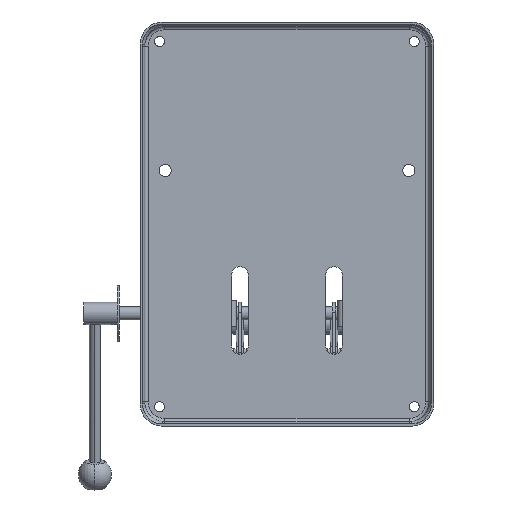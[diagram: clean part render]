
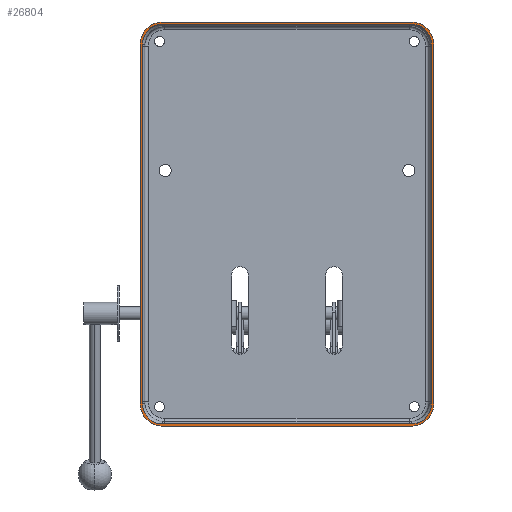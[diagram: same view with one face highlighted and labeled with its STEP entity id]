
A CAD part, front view. The second image highlights one B-rep face of the part: STEP entity #26804.
In plain terms, the highlighted planar face has unit normal (0, -1, 0).
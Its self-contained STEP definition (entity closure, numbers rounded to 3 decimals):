
#289 = CARTESIAN_POINT ( 'NONE',  ( -112.5, 0., 162.5 ) ) ;
#310 = VERTEX_POINT ( 'NONE', #6259 ) ;
#588 = DIRECTION ( 'NONE',  ( 0., 0., -1. ) ) ;
#1001 = DIRECTION ( 'NONE',  ( 0., 0., -1. ) ) ;
#1302 = ORIENTED_EDGE ( 'NONE', *, *, #15223, .T. ) ;
#1808 = VERTEX_POINT ( 'NONE', #29900 ) ;
#2002 = CARTESIAN_POINT ( 'NONE',  ( -132.5, 0., -182.5 ) ) ;
#2150 = DIRECTION ( 'NONE',  ( 0., 0., -1. ) ) ;
#2418 = DIRECTION ( 'NONE',  ( 0., -1., 0. ) ) ;
#2696 = VERTEX_POINT ( 'NONE', #3137 ) ;
#3137 = CARTESIAN_POINT ( 'NONE',  ( 112.5, 0., 182.5 ) ) ;
#3162 = DIRECTION ( 'NONE',  ( 0., 0., 1. ) ) ;
#3739 = CARTESIAN_POINT ( 'NONE',  ( 130.5, 0., 162.5 ) ) ;
#4305 = ORIENTED_EDGE ( 'NONE', *, *, #34733, .F. ) ;
#4876 = EDGE_LOOP ( 'NONE', ( #22992, #38189, #17547, #1302, #24928, #19917, #19553, #6380 ) ) ;
#5381 = PLANE ( 'NONE',  #14378 ) ;
#5516 = DIRECTION ( 'NONE',  ( 0., -1., 0. ) ) ;
#5534 = DIRECTION ( 'NONE',  ( 1., 0., 0. ) ) ;
#5631 = LINE ( 'NONE', #30663, #31862 ) ;
#5849 = AXIS2_PLACEMENT_3D ( 'NONE', #15055, #2418, #21323 ) ;
#5947 = EDGE_CURVE ( 'NONE', #37408, #11706, #36412, .T. ) ;
#6247 = EDGE_CURVE ( 'NONE', #10918, #32935, #22273, .T. ) ;
#6259 = CARTESIAN_POINT ( 'NONE',  ( -132.5, 0., -162.5 ) ) ;
#6266 = CARTESIAN_POINT ( 'NONE',  ( 132.5, 0., 182.5 ) ) ;
#6272 = CARTESIAN_POINT ( 'NONE',  ( 112.5, 0., 162.5 ) ) ;
#6380 = ORIENTED_EDGE ( 'NONE', *, *, #27786, .T. ) ;
#6420 = DIRECTION ( 'NONE',  ( 0., 0., 1. ) ) ;
#6444 = AXIS2_PLACEMENT_3D ( 'NONE', #289, #34444, #34176 ) ;
#6490 = VERTEX_POINT ( 'NONE', #23210 ) ;
#7145 = ORIENTED_EDGE ( 'NONE', *, *, #14901, .F. ) ;
#7864 = CARTESIAN_POINT ( 'NONE',  ( 0., 0., 180.5 ) ) ;
#8112 = ORIENTED_EDGE ( 'NONE', *, *, #6247, .T. ) ;
#8163 = DIRECTION ( 'NONE',  ( -1., 0., 0. ) ) ;
#8995 = EDGE_CURVE ( 'NONE', #37408, #28309, #22376, .T. ) ;
#9274 = DIRECTION ( 'NONE',  ( 0., -1., 0. ) ) ;
#9280 = CARTESIAN_POINT ( 'NONE',  ( 132.5, 0., -162.5 ) ) ;
#9391 = DIRECTION ( 'NONE',  ( 0., 0., -1. ) ) ;
#9421 = VECTOR ( 'NONE', #3162, 1000. ) ;
#10201 = VECTOR ( 'NONE', #31249, 1000. ) ;
#10357 = LINE ( 'NONE', #24563, #25891 ) ;
#10689 = EDGE_CURVE ( 'NONE', #21578, #25698, #35830, .T. ) ;
#10782 = CARTESIAN_POINT ( 'NONE',  ( 112.5, 0., 180.5 ) ) ;
#10918 = VERTEX_POINT ( 'NONE', #3739 ) ;
#11514 = CARTESIAN_POINT ( 'NONE',  ( -112.5, 0., -162.5 ) ) ;
#11582 = AXIS2_PLACEMENT_3D ( 'NONE', #26898, #26764, #2150 ) ;
#11706 = VERTEX_POINT ( 'NONE', #34609 ) ;
#12064 = VECTOR ( 'NONE', #17792, 1000. ) ;
#12783 = FACE_BOUND ( 'NONE', #14362, .T. ) ;
#12877 = CARTESIAN_POINT ( 'NONE',  ( 112.5, 0., -182.5 ) ) ;
#13258 = AXIS2_PLACEMENT_3D ( 'NONE', #11514, #21284, #39510 ) ;
#14362 = EDGE_LOOP ( 'NONE', ( #39093, #40183, #33087, #8112, #4305, #16144, #7145, #32370 ) ) ;
#14378 = AXIS2_PLACEMENT_3D ( 'NONE', #18007, #5516, #27256 ) ;
#14901 = EDGE_CURVE ( 'NONE', #24868, #18712, #35507, .T. ) ;
#15055 = CARTESIAN_POINT ( 'NONE',  ( 112.5, 0., -162.5 ) ) ;
#15084 = VECTOR ( 'NONE', #5534, 1000. ) ;
#15223 = EDGE_CURVE ( 'NONE', #310, #31209, #36467, .T. ) ;
#15235 = VECTOR ( 'NONE', #6420, 1000. ) ;
#15475 = EDGE_CURVE ( 'NONE', #19926, #25698, #18452, .T. ) ;
#15961 = CARTESIAN_POINT ( 'NONE',  ( -112.5, 0., 180.5 ) ) ;
#16144 = ORIENTED_EDGE ( 'NONE', *, *, #30027, .T. ) ;
#16543 = CIRCLE ( 'NONE', #22209, 18. ) ;
#17334 = CIRCLE ( 'NONE', #26189, 18. ) ;
#17547 = ORIENTED_EDGE ( 'NONE', *, *, #19535, .F. ) ;
#17792 = DIRECTION ( 'NONE',  ( 0., 0., -1. ) ) ;
#18007 = CARTESIAN_POINT ( 'NONE',  ( 0., 0., 0. ) ) ;
#18452 = LINE ( 'NONE', #6266, #10201 ) ;
#18644 = CARTESIAN_POINT ( 'NONE',  ( -130.5, 0., 0. ) ) ;
#18660 = VECTOR ( 'NONE', #8163, 1000. ) ;
#18712 = VERTEX_POINT ( 'NONE', #38293 ) ;
#18868 = CARTESIAN_POINT ( 'NONE',  ( 112.5, 0., -180.5 ) ) ;
#19421 = CIRCLE ( 'NONE', #11582, 20. ) ;
#19535 = EDGE_CURVE ( 'NONE', #310, #6490, #33263, .T. ) ;
#19553 = ORIENTED_EDGE ( 'NONE', *, *, #15475, .F. ) ;
#19917 = ORIENTED_EDGE ( 'NONE', *, *, #10689, .T. ) ;
#19919 = EDGE_CURVE ( 'NONE', #1808, #2696, #10357, .T. ) ;
#19926 = VERTEX_POINT ( 'NONE', #21023 ) ;
#20084 = LINE ( 'NONE', #18644, #9421 ) ;
#21023 = CARTESIAN_POINT ( 'NONE',  ( 132.5, 0., 162.5 ) ) ;
#21284 = DIRECTION ( 'NONE',  ( 0., -1., 0. ) ) ;
#21323 = DIRECTION ( 'NONE',  ( 0., 0., -1. ) ) ;
#21578 = VERTEX_POINT ( 'NONE', #12877 ) ;
#22209 = AXIS2_PLACEMENT_3D ( 'NONE', #22641, #29140, #588 ) ;
#22273 = LINE ( 'NONE', #36024, #12064 ) ;
#22376 = LINE ( 'NONE', #7864, #15084 ) ;
#22580 = DIRECTION ( 'NONE',  ( 0., -1., 0. ) ) ;
#22641 = CARTESIAN_POINT ( 'NONE',  ( 112.5, 0., -162.5 ) ) ;
#22651 = CARTESIAN_POINT ( 'NONE',  ( -112.5, 0., -162.5 ) ) ;
#22709 = CARTESIAN_POINT ( 'NONE',  ( -112.5, 0., 162.5 ) ) ;
#22992 = ORIENTED_EDGE ( 'NONE', *, *, #19919, .F. ) ;
#23210 = CARTESIAN_POINT ( 'NONE',  ( -132.5, 0., 162.5 ) ) ;
#24024 = DIRECTION ( 'NONE',  ( 1., 0., 0. ) ) ;
#24279 = CARTESIAN_POINT ( 'NONE',  ( -112.5, 0., -182.5 ) ) ;
#24563 = CARTESIAN_POINT ( 'NONE',  ( -132.5, 0., 182.5 ) ) ;
#24603 = CIRCLE ( 'NONE', #6444, 20. ) ;
#24868 = VERTEX_POINT ( 'NONE', #38279 ) ;
#24928 = ORIENTED_EDGE ( 'NONE', *, *, #26086, .F. ) ;
#25698 = VERTEX_POINT ( 'NONE', #9280 ) ;
#25891 = VECTOR ( 'NONE', #24024, 1000. ) ;
#25992 = AXIS2_PLACEMENT_3D ( 'NONE', #22651, #29153, #1001 ) ;
#26086 = EDGE_CURVE ( 'NONE', #21578, #31209, #36208, .T. ) ;
#26189 = AXIS2_PLACEMENT_3D ( 'NONE', #6272, #9274, #9391 ) ;
#26764 = DIRECTION ( 'NONE',  ( 0., -1., 0. ) ) ;
#26804 = ADVANCED_FACE ( 'NONE', ( #39571, #12783 ), #5381, .T. ) ;
#26897 = EDGE_CURVE ( 'NONE', #24868, #11706, #20084, .T. ) ;
#26898 = CARTESIAN_POINT ( 'NONE',  ( 112.5, 0., 162.5 ) ) ;
#27256 = DIRECTION ( 'NONE',  ( 0., 0., -1. ) ) ;
#27786 = EDGE_CURVE ( 'NONE', #19926, #2696, #19421, .T. ) ;
#28309 = VERTEX_POINT ( 'NONE', #10782 ) ;
#29140 = DIRECTION ( 'NONE',  ( 0., -1., 0. ) ) ;
#29153 = DIRECTION ( 'NONE',  ( 0., -1., 0. ) ) ;
#29900 = CARTESIAN_POINT ( 'NONE',  ( -112.5, 0., 182.5 ) ) ;
#30027 = EDGE_CURVE ( 'NONE', #36829, #18712, #5631, .T. ) ;
#30062 = EDGE_CURVE ( 'NONE', #1808, #6490, #24603, .T. ) ;
#30663 = CARTESIAN_POINT ( 'NONE',  ( 0., 0., -180.5 ) ) ;
#31209 = VERTEX_POINT ( 'NONE', #24279 ) ;
#31249 = DIRECTION ( 'NONE',  ( 0., 0., -1. ) ) ;
#31862 = VECTOR ( 'NONE', #33526, 1000. ) ;
#32370 = ORIENTED_EDGE ( 'NONE', *, *, #26897, .T. ) ;
#32935 = VERTEX_POINT ( 'NONE', #40009 ) ;
#33087 = ORIENTED_EDGE ( 'NONE', *, *, #36685, .F. ) ;
#33263 = LINE ( 'NONE', #37660, #15235 ) ;
#33298 = AXIS2_PLACEMENT_3D ( 'NONE', #22709, #22580, #38077 ) ;
#33526 = DIRECTION ( 'NONE',  ( -1., 0., 0. ) ) ;
#34176 = DIRECTION ( 'NONE',  ( 0., 0., -1. ) ) ;
#34444 = DIRECTION ( 'NONE',  ( 0., -1., 0. ) ) ;
#34609 = CARTESIAN_POINT ( 'NONE',  ( -130.5, 0., 162.5 ) ) ;
#34733 = EDGE_CURVE ( 'NONE', #36829, #32935, #16543, .T. ) ;
#35507 = CIRCLE ( 'NONE', #25992, 18. ) ;
#35830 = CIRCLE ( 'NONE', #5849, 20. ) ;
#36024 = CARTESIAN_POINT ( 'NONE',  ( 130.5, 0., 0. ) ) ;
#36208 = LINE ( 'NONE', #2002, #18660 ) ;
#36412 = CIRCLE ( 'NONE', #33298, 18. ) ;
#36467 = CIRCLE ( 'NONE', #13258, 20. ) ;
#36685 = EDGE_CURVE ( 'NONE', #10918, #28309, #17334, .T. ) ;
#36829 = VERTEX_POINT ( 'NONE', #18868 ) ;
#37408 = VERTEX_POINT ( 'NONE', #15961 ) ;
#37660 = CARTESIAN_POINT ( 'NONE',  ( -132.5, 0., 182.5 ) ) ;
#38077 = DIRECTION ( 'NONE',  ( 0., 0., -1. ) ) ;
#38189 = ORIENTED_EDGE ( 'NONE', *, *, #30062, .T. ) ;
#38279 = CARTESIAN_POINT ( 'NONE',  ( -130.5, 0., -162.5 ) ) ;
#38293 = CARTESIAN_POINT ( 'NONE',  ( -112.5, 0., -180.5 ) ) ;
#39093 = ORIENTED_EDGE ( 'NONE', *, *, #5947, .F. ) ;
#39510 = DIRECTION ( 'NONE',  ( 0., 0., -1. ) ) ;
#39571 = FACE_OUTER_BOUND ( 'NONE', #4876, .T. ) ;
#40009 = CARTESIAN_POINT ( 'NONE',  ( 130.5, 0., -162.5 ) ) ;
#40183 = ORIENTED_EDGE ( 'NONE', *, *, #8995, .T. ) ;
